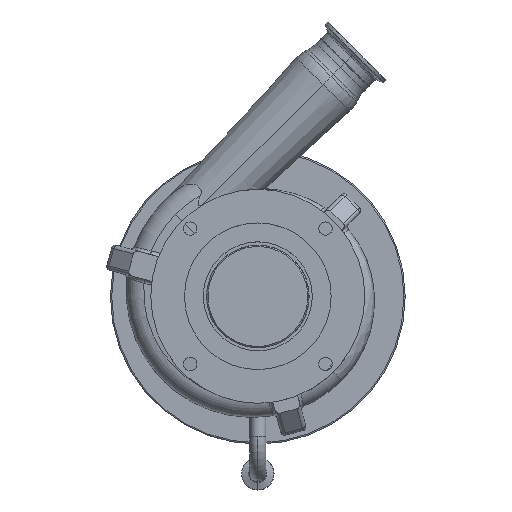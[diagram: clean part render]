
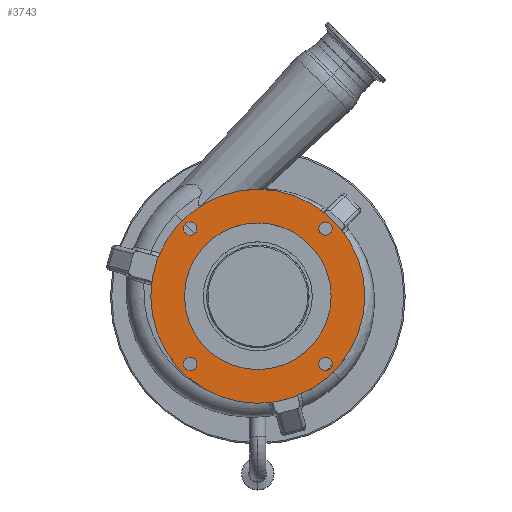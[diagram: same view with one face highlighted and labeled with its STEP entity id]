
A CAD part, top view. The second image highlights one B-rep face of the part: STEP entity #3743.
In plain terms, the highlighted face is planar.
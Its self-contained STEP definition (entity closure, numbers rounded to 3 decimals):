
#498 = DIRECTION ( 'NONE',  ( -1., 0., 0. ) ) ;
#554 = EDGE_CURVE ( 'NONE', #20107, #5644, #14164, .T. ) ;
#651 = DIRECTION ( 'NONE',  ( -1., 0., 0. ) ) ;
#1011 = VERTEX_POINT ( 'NONE', #25683 ) ;
#1265 = ORIENTED_EDGE ( 'NONE', *, *, #17839, .F. ) ;
#1448 = CARTESIAN_POINT ( 'NONE',  ( 5.5, -52.759, 58.009 ) ) ;
#1789 = EDGE_CURVE ( 'NONE', #21452, #24072, #15936, .T. ) ;
#1955 = ORIENTED_EDGE ( 'NONE', *, *, #14436, .F. ) ;
#2025 = FACE_BOUND ( 'NONE', #20444, .T. ) ;
#2384 = AXIS2_PLACEMENT_3D ( 'NONE', #14976, #23617, #21233 ) ;
#2467 = DIRECTION ( 'NONE',  ( -1., 0., 0. ) ) ;
#2473 = DIRECTION ( 'NONE',  ( 0., 0., 1. ) ) ;
#2476 = AXIS2_PLACEMENT_3D ( 'NONE', #15207, #5954, #2473 ) ;
#2477 = AXIS2_PLACEMENT_3D ( 'NONE', #18695, #14398, #14266 ) ;
#2576 = AXIS2_PLACEMENT_3D ( 'NONE', #15302, #651, #21574 ) ;
#2908 = CARTESIAN_POINT ( 'NONE',  ( 5.5, 0., 0. ) ) ;
#2957 = CARTESIAN_POINT ( 'NONE',  ( 5.5, 0., -83.5 ) ) ;
#2991 = ORIENTED_EDGE ( 'NONE', *, *, #554, .T. ) ;
#3210 = VERTEX_POINT ( 'NONE', #1448 ) ;
#3528 = EDGE_CURVE ( 'NONE', #10006, #11155, #10688, .T. ) ;
#3711 = VERTEX_POINT ( 'NONE', #6149 ) ;
#3743 = ADVANCED_FACE ( 'NONE', ( #12553, #21010, #2025, #6293, #10489, #4134 ), #18004, .T. ) ;
#3996 = AXIS2_PLACEMENT_3D ( 'NONE', #19469, #498, #8906 ) ;
#4134 = FACE_OUTER_BOUND ( 'NONE', #27407, .T. ) ;
#4527 = AXIS2_PLACEMENT_3D ( 'NONE', #24428, #25332, #5414 ) ;
#4809 = ORIENTED_EDGE ( 'NONE', *, *, #10916, .F. ) ;
#4837 = DIRECTION ( 'NONE',  ( -1., 0., 0. ) ) ;
#5414 = DIRECTION ( 'NONE',  ( 0., 0., 1. ) ) ;
#5432 = DIRECTION ( 'NONE',  ( 0., 0., 1. ) ) ;
#5644 = VERTEX_POINT ( 'NONE', #10041 ) ;
#5929 = EDGE_CURVE ( 'NONE', #3210, #1011, #18254, .T. ) ;
#5954 = DIRECTION ( 'NONE',  ( -1., 0., 0. ) ) ;
#5969 = CIRCLE ( 'NONE', #19252, 5.25 ) ;
#6149 = CARTESIAN_POINT ( 'NONE',  ( 5.5, 52.759, -47.509 ) ) ;
#6206 = AXIS2_PLACEMENT_3D ( 'NONE', #25784, #4837, #17277 ) ;
#6257 = CARTESIAN_POINT ( 'NONE',  ( 5.5, -52.759, -58.009 ) ) ;
#6293 = FACE_BOUND ( 'NONE', #17905, .T. ) ;
#6784 = DIRECTION ( 'NONE',  ( -1., 0., 0. ) ) ;
#7000 = CARTESIAN_POINT ( 'NONE',  ( 5.5, 52.759, 58.009 ) ) ;
#7312 = VERTEX_POINT ( 'NONE', #6257 ) ;
#7497 = DIRECTION ( 'NONE',  ( -1., 0., 0. ) ) ;
#8065 = DIRECTION ( 'NONE',  ( -1., 0., 0. ) ) ;
#8112 = ORIENTED_EDGE ( 'NONE', *, *, #18670, .F. ) ;
#8214 = DIRECTION ( 'NONE',  ( -1., 0., 0. ) ) ;
#8906 = DIRECTION ( 'NONE',  ( 0., 0., 1. ) ) ;
#9058 = DIRECTION ( 'NONE',  ( -1., 0., 0. ) ) ;
#9085 = CIRCLE ( 'NONE', #2476, 83.5 ) ;
#10006 = VERTEX_POINT ( 'NONE', #12580 ) ;
#10032 = DIRECTION ( 'NONE',  ( 0., 0., 1. ) ) ;
#10039 = VERTEX_POINT ( 'NONE', #14235 ) ;
#10041 = CARTESIAN_POINT ( 'NONE',  ( 5.5, 0., 83.5 ) ) ;
#10359 = CARTESIAN_POINT ( 'NONE',  ( 5.5, 52.759, -52.759 ) ) ;
#10479 = EDGE_LOOP ( 'NONE', ( #11728, #13665 ) ) ;
#10489 = FACE_BOUND ( 'NONE', #17003, .T. ) ;
#10688 = CIRCLE ( 'NONE', #14222, 57.2 ) ;
#10747 = CARTESIAN_POINT ( 'NONE',  ( 5.5, -52.759, -52.759 ) ) ;
#10879 = CIRCLE ( 'NONE', #2477, 57.2 ) ;
#10916 = EDGE_CURVE ( 'NONE', #1011, #3210, #19631, .T. ) ;
#10958 = VERTEX_POINT ( 'NONE', #14835 ) ;
#11155 = VERTEX_POINT ( 'NONE', #11659 ) ;
#11358 = ORIENTED_EDGE ( 'NONE', *, *, #12486, .F. ) ;
#11475 = EDGE_CURVE ( 'NONE', #11155, #10006, #10879, .T. ) ;
#11659 = CARTESIAN_POINT ( 'NONE',  ( 5.5, 0., 57.2 ) ) ;
#11728 = ORIENTED_EDGE ( 'NONE', *, *, #11475, .F. ) ;
#12403 = CARTESIAN_POINT ( 'NONE',  ( 5.5, -52.759, -52.759 ) ) ;
#12486 = EDGE_CURVE ( 'NONE', #3711, #10039, #21256, .T. ) ;
#12553 = FACE_BOUND ( 'NONE', #10479, .T. ) ;
#12580 = CARTESIAN_POINT ( 'NONE',  ( 5.5, 0., -57.2 ) ) ;
#12958 = DIRECTION ( 'NONE',  ( 0., 0., 1. ) ) ;
#13665 = ORIENTED_EDGE ( 'NONE', *, *, #3528, .F. ) ;
#14000 = ORIENTED_EDGE ( 'NONE', *, *, #21806, .F. ) ;
#14083 = EDGE_LOOP ( 'NONE', ( #19197, #1955 ) ) ;
#14164 = CIRCLE ( 'NONE', #3996, 83.5 ) ;
#14222 = AXIS2_PLACEMENT_3D ( 'NONE', #2908, #6784, #19826 ) ;
#14235 = CARTESIAN_POINT ( 'NONE',  ( 5.5, 52.759, -58.009 ) ) ;
#14266 = DIRECTION ( 'NONE',  ( 0., 0., 1. ) ) ;
#14398 = DIRECTION ( 'NONE',  ( -1., 0., 0. ) ) ;
#14436 = EDGE_CURVE ( 'NONE', #24072, #21452, #18900, .T. ) ;
#14835 = CARTESIAN_POINT ( 'NONE',  ( 5.5, -52.759, -47.509 ) ) ;
#14976 = CARTESIAN_POINT ( 'NONE',  ( 5.5, -52.759, 52.759 ) ) ;
#15207 = CARTESIAN_POINT ( 'NONE',  ( 5.5, 0., 0. ) ) ;
#15302 = CARTESIAN_POINT ( 'NONE',  ( 5.5, 52.759, 52.759 ) ) ;
#15305 = EDGE_CURVE ( 'NONE', #5644, #20107, #9085, .T. ) ;
#15936 = CIRCLE ( 'NONE', #6206, 5.25 ) ;
#15966 = AXIS2_PLACEMENT_3D ( 'NONE', #18605, #8065, #20713 ) ;
#15986 = CIRCLE ( 'NONE', #15966, 5.25 ) ;
#17003 = EDGE_LOOP ( 'NONE', ( #11358, #1265 ) ) ;
#17256 = DIRECTION ( 'NONE',  ( 0., 0., 1. ) ) ;
#17277 = DIRECTION ( 'NONE',  ( 0., 0., 1. ) ) ;
#17839 = EDGE_CURVE ( 'NONE', #10039, #3711, #15986, .T. ) ;
#17905 = EDGE_LOOP ( 'NONE', ( #8112, #14000 ) ) ;
#18004 = PLANE ( 'NONE',  #4527 ) ;
#18254 = CIRCLE ( 'NONE', #18709, 5.25 ) ;
#18478 = ORIENTED_EDGE ( 'NONE', *, *, #5929, .F. ) ;
#18605 = CARTESIAN_POINT ( 'NONE',  ( 5.5, 52.759, -52.759 ) ) ;
#18670 = EDGE_CURVE ( 'NONE', #10958, #7312, #5969, .T. ) ;
#18695 = CARTESIAN_POINT ( 'NONE',  ( 5.5, 0., 0. ) ) ;
#18709 = AXIS2_PLACEMENT_3D ( 'NONE', #20147, #7497, #5432 ) ;
#18900 = CIRCLE ( 'NONE', #2576, 5.25 ) ;
#19197 = ORIENTED_EDGE ( 'NONE', *, *, #1789, .F. ) ;
#19252 = AXIS2_PLACEMENT_3D ( 'NONE', #10747, #9058, #12958 ) ;
#19469 = CARTESIAN_POINT ( 'NONE',  ( 5.5, 0., 0. ) ) ;
#19631 = CIRCLE ( 'NONE', #2384, 5.25 ) ;
#19826 = DIRECTION ( 'NONE',  ( 0., 0., 1. ) ) ;
#20107 = VERTEX_POINT ( 'NONE', #2957 ) ;
#20147 = CARTESIAN_POINT ( 'NONE',  ( 5.5, -52.759, 52.759 ) ) ;
#20247 = CIRCLE ( 'NONE', #22032, 5.25 ) ;
#20444 = EDGE_LOOP ( 'NONE', ( #18478, #4809 ) ) ;
#20713 = DIRECTION ( 'NONE',  ( 0., 0., 1. ) ) ;
#21010 = FACE_BOUND ( 'NONE', #14083, .T. ) ;
#21233 = DIRECTION ( 'NONE',  ( 0., 0., 1. ) ) ;
#21256 = CIRCLE ( 'NONE', #25705, 5.25 ) ;
#21452 = VERTEX_POINT ( 'NONE', #7000 ) ;
#21574 = DIRECTION ( 'NONE',  ( 0., 0., 1. ) ) ;
#21733 = CARTESIAN_POINT ( 'NONE',  ( 5.5, 52.759, 47.509 ) ) ;
#21806 = EDGE_CURVE ( 'NONE', #7312, #10958, #20247, .T. ) ;
#22032 = AXIS2_PLACEMENT_3D ( 'NONE', #12403, #8214, #10032 ) ;
#22123 = ORIENTED_EDGE ( 'NONE', *, *, #15305, .T. ) ;
#23617 = DIRECTION ( 'NONE',  ( -1., 0., 0. ) ) ;
#24072 = VERTEX_POINT ( 'NONE', #21733 ) ;
#24428 = CARTESIAN_POINT ( 'NONE',  ( 5.5, 0., 0. ) ) ;
#25332 = DIRECTION ( 'NONE',  ( -1., 0., 0. ) ) ;
#25683 = CARTESIAN_POINT ( 'NONE',  ( 5.5, -52.759, 47.509 ) ) ;
#25705 = AXIS2_PLACEMENT_3D ( 'NONE', #10359, #2467, #17256 ) ;
#25784 = CARTESIAN_POINT ( 'NONE',  ( 5.5, 52.759, 52.759 ) ) ;
#27407 = EDGE_LOOP ( 'NONE', ( #22123, #2991 ) ) ;
